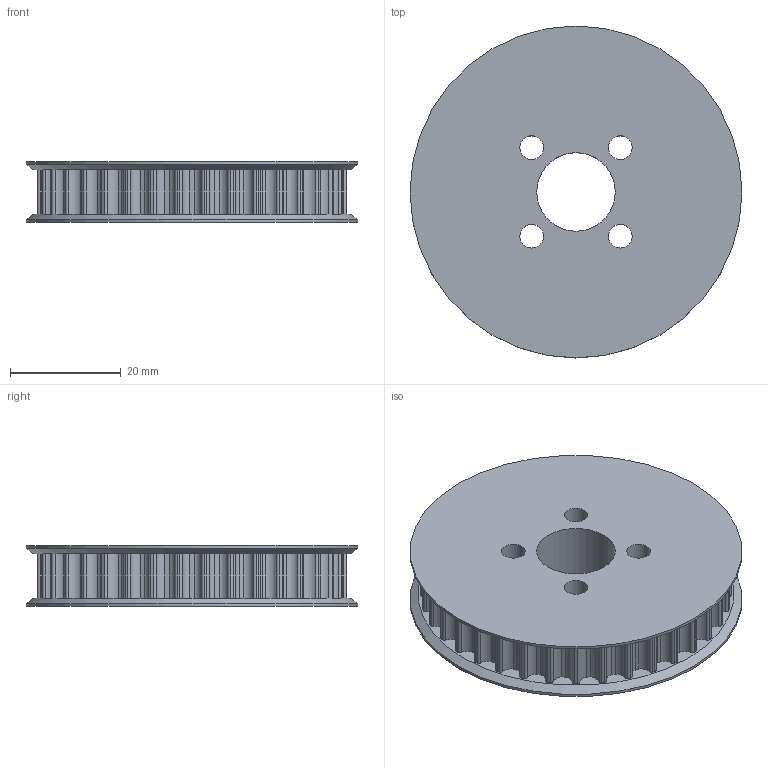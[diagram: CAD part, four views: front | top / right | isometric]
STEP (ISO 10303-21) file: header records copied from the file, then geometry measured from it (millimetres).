
FILE_DESCRIPTION(/* description */ ('STEP AP242','CAx-IF Rec.Pracs.---Representation and Presentation of Product Manufacturing Information (PMI)---4.0---2014-10-13','CAx-IF Rec.Pracs.---3D Tessellated Geometry---0.4---2014-09-14','2;1'),/* implementation_level */ '2;1');
FILE_NAME(/* name */ '65dcaf9f9d8b6538b8d9f823',/* time_stamp */ '2024-02-26T15:34:55Z',/* author */ (''),/* organization */ (''),/* preprocessor_version */ 'ST-DEVELOPER v19.4',/* originating_system */ ' ',/* authorisation */ ' ');
FILE_SCHEMA (('AP242_MANAGED_MODEL_BASED_3D_ENGINEERING_MIM_LF { 1 0 10303 442 1 1 4 }'));
Length unit declared in the file: metre
Products named in the file (1): [LS] Pulley HTD5 36T
Bounding box: 60.01 x 60.01 x 11 mm (x, y, z)
Volume: 23982 mm3; surface area: 9743.1 mm2
Topology: 1 solids, 1 shells, 229 faces, 678 edges, 453 vertices
Faces by surface type: cylinder 223, plane 4, cone 2
Full cylindrical faces by diameter (mm): 4.3 x4, 14.2 x1, 60.009 x2
Entity records: 7896 total; most frequent: DIRECTION 1572, CARTESIAN_POINT 1342, ORIENTED_EDGE 1328, AXIS2_PLACEMENT_3D 678, EDGE_CURVE 664, VERTEX_POINT 448, CIRCLE 448, EDGE_LOOP 250
